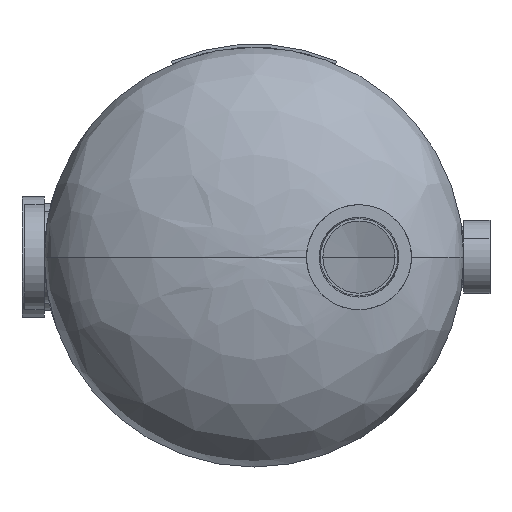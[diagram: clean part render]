
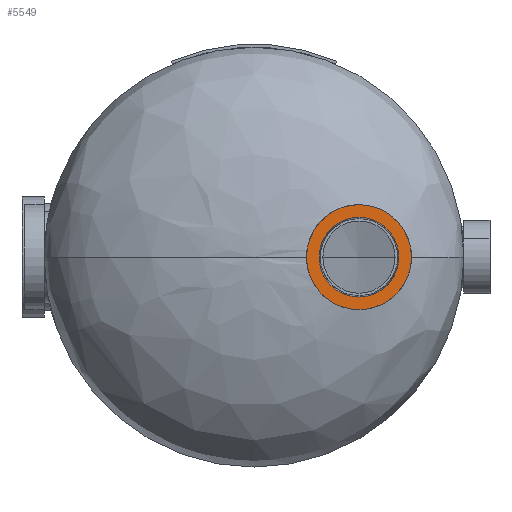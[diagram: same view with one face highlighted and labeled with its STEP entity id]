
A CAD part, left-side view. The second image highlights one B-rep face of the part: STEP entity #5549.
In plain terms, the highlighted face is planar.
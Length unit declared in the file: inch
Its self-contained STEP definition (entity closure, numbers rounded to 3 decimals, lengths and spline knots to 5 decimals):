
#469 = CARTESIAN_POINT ( 'NONE',  ( 0., -1.5625, -1.25 ) ) ;
#482 = CARTESIAN_POINT ( 'NONE',  ( 0., -1.5625, 0. ) ) ;
#510 = DIRECTION ( 'NONE',  ( 0., 1., 0. ) ) ;
#904 = EDGE_CURVE ( 'NONE', #10009, #2468, #7932, .T. ) ;
#1716 = CARTESIAN_POINT ( 'NONE',  ( 0., -1.5625, 0. ) ) ;
#2054 = DIRECTION ( 'NONE',  ( 0., 0., 1. ) ) ;
#2152 = CARTESIAN_POINT ( 'NONE',  ( 0., -1.5625, -0.95 ) ) ;
#2188 = EDGE_LOOP ( 'NONE', ( #9540, #6726 ) ) ;
#2468 = VERTEX_POINT ( 'NONE', #2152 ) ;
#3113 = EDGE_CURVE ( 'NONE', #2468, #10009, #7085, .T. ) ;
#3423 = DIRECTION ( 'NONE',  ( 0., 0., 1. ) ) ;
#3634 = ORIENTED_EDGE ( 'NONE', *, *, #904, .T. ) ;
#3949 = CARTESIAN_POINT ( 'NONE',  ( 0., -1.5625, 0. ) ) ;
#4020 = VERTEX_POINT ( 'NONE', #469 ) ;
#4353 = AXIS2_PLACEMENT_3D ( 'NONE', #3949, #9557, #5517 ) ;
#4579 = AXIS2_PLACEMENT_3D ( 'NONE', #6023, #510, #2054 ) ;
#5458 = DIRECTION ( 'NONE',  ( 0., 1., 0. ) ) ;
#5465 = DIRECTION ( 'NONE',  ( 0., 0., 1. ) ) ;
#5512 = PLANE ( 'NONE',  #10249 ) ;
#5517 = DIRECTION ( 'NONE',  ( 0., 0., 1. ) ) ;
#5549 = ADVANCED_FACE ( 'NONE', ( #7798, #6947 ), #5512, .T. ) ;
#5792 = CIRCLE ( 'NONE', #4579, 1.25 ) ;
#5885 = EDGE_CURVE ( 'NONE', #4020, #7118, #7483, .T. ) ;
#6023 = CARTESIAN_POINT ( 'NONE',  ( 0., -1.5625, 0. ) ) ;
#6726 = ORIENTED_EDGE ( 'NONE', *, *, #7958, .F. ) ;
#6947 = FACE_OUTER_BOUND ( 'NONE', #2188, .T. ) ;
#6948 = EDGE_LOOP ( 'NONE', ( #3634, #9763 ) ) ;
#7085 = CIRCLE ( 'NONE', #4353, 0.95 ) ;
#7118 = VERTEX_POINT ( 'NONE', #8507 ) ;
#7483 = CIRCLE ( 'NONE', #7993, 1.25 ) ;
#7798 = FACE_BOUND ( 'NONE', #6948, .T. ) ;
#7932 = CIRCLE ( 'NONE', #8083, 0.95 ) ;
#7954 = DIRECTION ( 'NONE',  ( 0., -1., 0. ) ) ;
#7958 = EDGE_CURVE ( 'NONE', #7118, #4020, #5792, .T. ) ;
#7993 = AXIS2_PLACEMENT_3D ( 'NONE', #1716, #8902, #3423 ) ;
#8083 = AXIS2_PLACEMENT_3D ( 'NONE', #8732, #5458, #8683 ) ;
#8349 = CARTESIAN_POINT ( 'NONE',  ( 0., -1.5625, 0.95 ) ) ;
#8507 = CARTESIAN_POINT ( 'NONE',  ( 0., -1.5625, 1.25 ) ) ;
#8683 = DIRECTION ( 'NONE',  ( 0., 0., 1. ) ) ;
#8732 = CARTESIAN_POINT ( 'NONE',  ( 0., -1.5625, 0. ) ) ;
#8902 = DIRECTION ( 'NONE',  ( 0., 1., 0. ) ) ;
#9540 = ORIENTED_EDGE ( 'NONE', *, *, #5885, .F. ) ;
#9557 = DIRECTION ( 'NONE',  ( 0., 1., 0. ) ) ;
#9763 = ORIENTED_EDGE ( 'NONE', *, *, #3113, .T. ) ;
#10009 = VERTEX_POINT ( 'NONE', #8349 ) ;
#10249 = AXIS2_PLACEMENT_3D ( 'NONE', #482, #7954, #5465 ) ;
